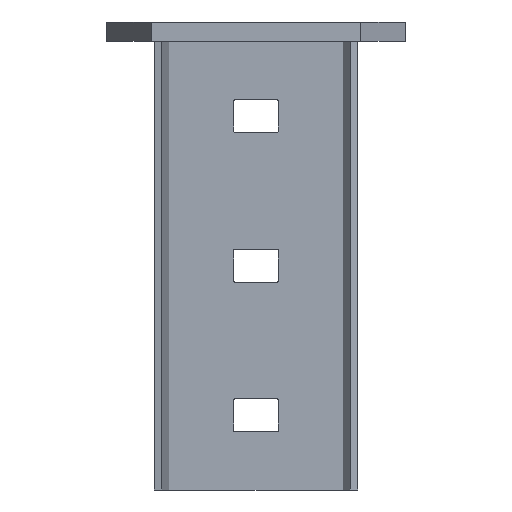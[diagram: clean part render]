
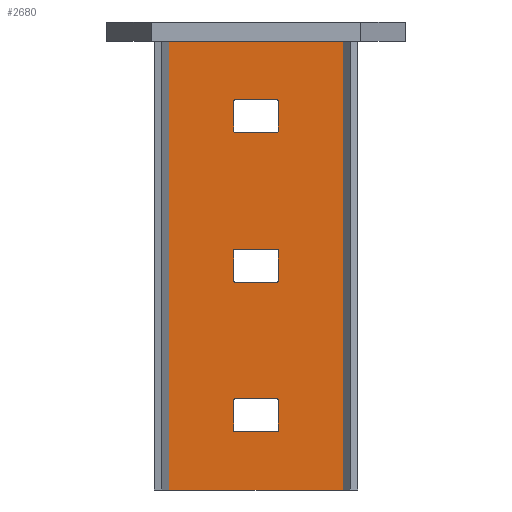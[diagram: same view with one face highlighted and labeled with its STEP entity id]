
A CAD part, left-side view. The second image highlights one B-rep face of the part: STEP entity #2680.
In plain terms, the highlighted face is planar.
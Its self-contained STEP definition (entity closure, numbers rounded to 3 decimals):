
#2069=DIRECTION('',(0.,0.,-1.));
#2070=VECTOR('',#2069,150.);
#2071=CARTESIAN_POINT('',(29.115,2.5,150.));
#2072=LINE('',#2071,#2070);
#2077=DIRECTION('',(-1.,0.,0.));
#2078=VECTOR('',#2077,58.23);
#2079=CARTESIAN_POINT('',(29.115,2.5,150.));
#2080=LINE('',#2079,#2078);
#2081=DIRECTION('',(0.,0.,-1.));
#2082=VECTOR('',#2081,150.);
#2083=CARTESIAN_POINT('',(-29.115,2.5,150.));
#2084=LINE('',#2083,#2082);
#2085=DIRECTION('',(1.,0.,0.));
#2086=VECTOR('',#2085,58.23);
#2087=CARTESIAN_POINT('',(-29.115,2.5,0.));
#2088=LINE('',#2087,#2086);
#2089=CARTESIAN_POINT('',(-7.,2.5,80.));
#2090=DIRECTION('',(0.,-1.,0.));
#2091=DIRECTION('',(0.,0.,1.));
#2092=AXIS2_PLACEMENT_3D('',#2089,#2090,#2091);
#2094=CARTESIAN_POINT('',(7.,2.5,80.));
#2095=DIRECTION('',(0.,-1.,0.));
#2096=DIRECTION('',(1.,0.,0.));
#2097=AXIS2_PLACEMENT_3D('',#2094,#2095,#2096);
#2099=CARTESIAN_POINT('',(7.,2.5,70.));
#2100=DIRECTION('',(0.,-1.,0.));
#2101=DIRECTION('',(0.,0.,-1.));
#2102=AXIS2_PLACEMENT_3D('',#2099,#2100,#2101);
#2104=CARTESIAN_POINT('',(-7.,2.5,70.));
#2105=DIRECTION('',(0.,-1.,0.));
#2106=DIRECTION('',(-1.,0.,0.));
#2107=AXIS2_PLACEMENT_3D('',#2104,#2105,#2106);
#2109=CARTESIAN_POINT('',(-7.,2.5,30.));
#2110=DIRECTION('',(0.,-1.,0.));
#2111=DIRECTION('',(0.,0.,1.));
#2112=AXIS2_PLACEMENT_3D('',#2109,#2110,#2111);
#2114=CARTESIAN_POINT('',(7.,2.5,30.));
#2115=DIRECTION('',(0.,-1.,0.));
#2116=DIRECTION('',(1.,0.,0.));
#2117=AXIS2_PLACEMENT_3D('',#2114,#2115,#2116);
#2119=CARTESIAN_POINT('',(7.,2.5,20.));
#2120=DIRECTION('',(0.,-1.,0.));
#2121=DIRECTION('',(0.,0.,-1.));
#2122=AXIS2_PLACEMENT_3D('',#2119,#2120,#2121);
#2124=CARTESIAN_POINT('',(-7.,2.5,20.));
#2125=DIRECTION('',(0.,-1.,0.));
#2126=DIRECTION('',(-1.,0.,0.));
#2127=AXIS2_PLACEMENT_3D('',#2124,#2125,#2126);
#2129=CARTESIAN_POINT('',(-7.,2.5,120.));
#2130=DIRECTION('',(0.,-1.,0.));
#2131=DIRECTION('',(-1.,0.,0.));
#2132=AXIS2_PLACEMENT_3D('',#2129,#2130,#2131);
#2134=CARTESIAN_POINT('',(-7.,2.5,130.));
#2135=DIRECTION('',(0.,-1.,0.));
#2136=DIRECTION('',(0.,0.,1.));
#2137=AXIS2_PLACEMENT_3D('',#2134,#2135,#2136);
#2139=CARTESIAN_POINT('',(7.,2.5,130.));
#2140=DIRECTION('',(0.,-1.,0.));
#2141=DIRECTION('',(1.,0.,0.));
#2142=AXIS2_PLACEMENT_3D('',#2139,#2140,#2141);
#2144=CARTESIAN_POINT('',(7.,2.5,120.));
#2145=DIRECTION('',(0.,-1.,0.));
#2146=DIRECTION('',(0.,0.,-1.));
#2147=AXIS2_PLACEMENT_3D('',#2144,#2145,#2146);
#2161=DIRECTION('',(0.,0.,1.));
#2162=VECTOR('',#2161,10.);
#2163=CARTESIAN_POINT('',(-7.5,2.5,70.));
#2164=LINE('',#2163,#2162);
#2173=DIRECTION('',(1.,0.,0.));
#2174=VECTOR('',#2173,14.);
#2175=CARTESIAN_POINT('',(-7.,2.5,80.5));
#2176=LINE('',#2175,#2174);
#2185=DIRECTION('',(0.,0.,-1.));
#2186=VECTOR('',#2185,10.);
#2187=CARTESIAN_POINT('',(7.5,2.5,80.));
#2188=LINE('',#2187,#2186);
#2197=DIRECTION('',(-1.,0.,0.));
#2198=VECTOR('',#2197,14.);
#2199=CARTESIAN_POINT('',(7.,2.5,69.5));
#2200=LINE('',#2199,#2198);
#2209=DIRECTION('',(0.,0.,1.));
#2210=VECTOR('',#2209,10.);
#2211=CARTESIAN_POINT('',(-7.5,2.5,20.));
#2212=LINE('',#2211,#2210);
#2221=DIRECTION('',(-1.,0.,0.));
#2222=VECTOR('',#2221,14.);
#2223=CARTESIAN_POINT('',(7.,2.5,19.5));
#2224=LINE('',#2223,#2222);
#2233=DIRECTION('',(0.,0.,-1.));
#2234=VECTOR('',#2233,10.);
#2235=CARTESIAN_POINT('',(7.5,2.5,30.));
#2236=LINE('',#2235,#2234);
#2245=DIRECTION('',(1.,0.,0.));
#2246=VECTOR('',#2245,14.);
#2247=CARTESIAN_POINT('',(-7.,2.5,30.5));
#2248=LINE('',#2247,#2246);
#2257=DIRECTION('',(-1.,0.,0.));
#2258=VECTOR('',#2257,14.);
#2259=CARTESIAN_POINT('',(7.,2.5,119.5));
#2260=LINE('',#2259,#2258);
#2269=DIRECTION('',(0.,0.,1.));
#2270=VECTOR('',#2269,10.);
#2271=CARTESIAN_POINT('',(-7.5,2.5,120.));
#2272=LINE('',#2271,#2270);
#2281=DIRECTION('',(1.,0.,0.));
#2282=VECTOR('',#2281,14.);
#2283=CARTESIAN_POINT('',(-7.,2.5,130.5));
#2284=LINE('',#2283,#2282);
#2293=DIRECTION('',(0.,0.,-1.));
#2294=VECTOR('',#2293,10.);
#2295=CARTESIAN_POINT('',(7.5,2.5,130.));
#2296=LINE('',#2295,#2294);
#2331=CARTESIAN_POINT('',(-7.5,2.5,20.));
#2332=CARTESIAN_POINT('',(-7.,2.5,19.5));
#2333=VERTEX_POINT('',#2331);
#2334=VERTEX_POINT('',#2332);
#2335=CARTESIAN_POINT('',(7.,2.5,19.5));
#2336=VERTEX_POINT('',#2335);
#2337=CARTESIAN_POINT('',(7.5,2.5,20.));
#2338=VERTEX_POINT('',#2337);
#2339=CARTESIAN_POINT('',(7.5,2.5,30.));
#2340=VERTEX_POINT('',#2339);
#2341=CARTESIAN_POINT('',(7.,2.5,30.5));
#2342=VERTEX_POINT('',#2341);
#2343=CARTESIAN_POINT('',(-7.,2.5,30.5));
#2344=VERTEX_POINT('',#2343);
#2345=CARTESIAN_POINT('',(-7.5,2.5,30.));
#2346=VERTEX_POINT('',#2345);
#2347=CARTESIAN_POINT('',(7.,2.5,119.5));
#2348=CARTESIAN_POINT('',(-7.,2.5,119.5));
#2349=VERTEX_POINT('',#2347);
#2350=VERTEX_POINT('',#2348);
#2351=CARTESIAN_POINT('',(7.5,2.5,120.));
#2352=VERTEX_POINT('',#2351);
#2353=CARTESIAN_POINT('',(7.5,2.5,130.));
#2354=VERTEX_POINT('',#2353);
#2355=CARTESIAN_POINT('',(7.,2.5,130.5));
#2356=VERTEX_POINT('',#2355);
#2365=CARTESIAN_POINT('',(-7.5,2.5,70.));
#2366=CARTESIAN_POINT('',(-7.5,2.5,80.));
#2367=VERTEX_POINT('',#2365);
#2368=VERTEX_POINT('',#2366);
#2369=CARTESIAN_POINT('',(-7.,2.5,69.5));
#2370=VERTEX_POINT('',#2369);
#2371=CARTESIAN_POINT('',(7.,2.5,69.5));
#2372=VERTEX_POINT('',#2371);
#2373=CARTESIAN_POINT('',(7.5,2.5,70.));
#2374=VERTEX_POINT('',#2373);
#2375=CARTESIAN_POINT('',(7.5,2.5,80.));
#2376=VERTEX_POINT('',#2375);
#2377=CARTESIAN_POINT('',(7.,2.5,80.5));
#2378=VERTEX_POINT('',#2377);
#2379=CARTESIAN_POINT('',(-7.,2.5,80.5));
#2380=VERTEX_POINT('',#2379);
#2389=CARTESIAN_POINT('',(-7.,2.5,130.5));
#2391=VERTEX_POINT('',#2389);
#2394=CARTESIAN_POINT('',(-7.5,2.5,130.));
#2396=VERTEX_POINT('',#2394);
#2407=CARTESIAN_POINT('',(-7.5,2.5,120.));
#2408=VERTEX_POINT('',#2407);
#2425=CARTESIAN_POINT('',(29.115,2.5,150.));
#2426=CARTESIAN_POINT('',(29.115,2.5,0.));
#2427=VERTEX_POINT('',#2425);
#2428=VERTEX_POINT('',#2426);
#2429=CARTESIAN_POINT('',(-29.115,2.5,150.));
#2430=CARTESIAN_POINT('',(-29.115,2.5,0.));
#2431=VERTEX_POINT('',#2429);
#2432=VERTEX_POINT('',#2430);
#2614=CARTESIAN_POINT('',(-29.115,2.5,150.));
#2615=DIRECTION('',(0.,-1.,0.));
#2616=DIRECTION('',(0.,0.,-1.));
#2617=AXIS2_PLACEMENT_3D('',#2614,#2615,#2616);
#2618=PLANE('',#2617);
#2619=ORIENTED_EDGE('',*,*,#2497,.T.);
#2621=ORIENTED_EDGE('',*,*,#2620,.T.);
#2622=ORIENTED_EDGE('',*,*,#2464,.T.);
#2623=ORIENTED_EDGE('',*,*,#2607,.F.);
#2624=EDGE_LOOP('',(#2619,#2621,#2622,#2623));
#2625=FACE_OUTER_BOUND('',#2624,.F.);
#2627=ORIENTED_EDGE('',*,*,#2626,.T.);
#2629=ORIENTED_EDGE('',*,*,#2628,.F.);
#2631=ORIENTED_EDGE('',*,*,#2630,.T.);
#2633=ORIENTED_EDGE('',*,*,#2632,.F.);
#2635=ORIENTED_EDGE('',*,*,#2634,.T.);
#2637=ORIENTED_EDGE('',*,*,#2636,.F.);
#2639=ORIENTED_EDGE('',*,*,#2638,.T.);
#2641=ORIENTED_EDGE('',*,*,#2640,.F.);
#2642=EDGE_LOOP('',(#2627,#2629,#2631,#2633,#2635,#2637,#2639,#2641));
#2643=FACE_BOUND('',#2642,.F.);
#2645=ORIENTED_EDGE('',*,*,#2644,.T.);
#2647=ORIENTED_EDGE('',*,*,#2646,.F.);
#2649=ORIENTED_EDGE('',*,*,#2648,.T.);
#2651=ORIENTED_EDGE('',*,*,#2650,.F.);
#2653=ORIENTED_EDGE('',*,*,#2652,.T.);
#2655=ORIENTED_EDGE('',*,*,#2654,.F.);
#2657=ORIENTED_EDGE('',*,*,#2656,.T.);
#2659=ORIENTED_EDGE('',*,*,#2658,.F.);
#2660=EDGE_LOOP('',(#2645,#2647,#2649,#2651,#2653,#2655,#2657,#2659));
#2661=FACE_BOUND('',#2660,.F.);
#2663=ORIENTED_EDGE('',*,*,#2662,.T.);
#2665=ORIENTED_EDGE('',*,*,#2664,.F.);
#2667=ORIENTED_EDGE('',*,*,#2666,.T.);
#2669=ORIENTED_EDGE('',*,*,#2668,.F.);
#2671=ORIENTED_EDGE('',*,*,#2670,.T.);
#2673=ORIENTED_EDGE('',*,*,#2672,.F.);
#2675=ORIENTED_EDGE('',*,*,#2674,.T.);
#2677=ORIENTED_EDGE('',*,*,#2676,.F.);
#2678=EDGE_LOOP('',(#2663,#2665,#2667,#2669,#2671,#2673,#2675,#2677));
#2679=FACE_BOUND('',#2678,.F.);
#2680=ADVANCED_FACE('',(#2625,#2643,#2661,#2679),#2618,.F.);
#2093=CIRCLE('',#2092,0.5);
#2098=CIRCLE('',#2097,0.5);
#2103=CIRCLE('',#2102,0.5);
#2108=CIRCLE('',#2107,0.5);
#2113=CIRCLE('',#2112,0.5);
#2118=CIRCLE('',#2117,0.5);
#2123=CIRCLE('',#2122,0.5);
#2128=CIRCLE('',#2127,0.5);
#2133=CIRCLE('',#2132,0.5);
#2138=CIRCLE('',#2137,0.5);
#2143=CIRCLE('',#2142,0.5);
#2148=CIRCLE('',#2147,0.5);
#2464=EDGE_CURVE('',#2432,#2428,#2088,.T.);
#2497=EDGE_CURVE('',#2427,#2431,#2080,.T.);
#2607=EDGE_CURVE('',#2427,#2428,#2072,.T.);
#2620=EDGE_CURVE('',#2431,#2432,#2084,.T.);
#2626=EDGE_CURVE('',#2367,#2368,#2164,.T.);
#2628=EDGE_CURVE('',#2380,#2368,#2093,.T.);
#2630=EDGE_CURVE('',#2380,#2378,#2176,.T.);
#2632=EDGE_CURVE('',#2376,#2378,#2098,.T.);
#2634=EDGE_CURVE('',#2376,#2374,#2188,.T.);
#2636=EDGE_CURVE('',#2372,#2374,#2103,.T.);
#2638=EDGE_CURVE('',#2372,#2370,#2200,.T.);
#2640=EDGE_CURVE('',#2367,#2370,#2108,.T.);
#2644=EDGE_CURVE('',#2333,#2346,#2212,.T.);
#2646=EDGE_CURVE('',#2344,#2346,#2113,.T.);
#2648=EDGE_CURVE('',#2344,#2342,#2248,.T.);
#2650=EDGE_CURVE('',#2340,#2342,#2118,.T.);
#2652=EDGE_CURVE('',#2340,#2338,#2236,.T.);
#2654=EDGE_CURVE('',#2336,#2338,#2123,.T.);
#2656=EDGE_CURVE('',#2336,#2334,#2224,.T.);
#2658=EDGE_CURVE('',#2333,#2334,#2128,.T.);
#2662=EDGE_CURVE('',#2349,#2350,#2260,.T.);
#2664=EDGE_CURVE('',#2408,#2350,#2133,.T.);
#2666=EDGE_CURVE('',#2408,#2396,#2272,.T.);
#2668=EDGE_CURVE('',#2391,#2396,#2138,.T.);
#2670=EDGE_CURVE('',#2391,#2356,#2284,.T.);
#2672=EDGE_CURVE('',#2354,#2356,#2143,.T.);
#2674=EDGE_CURVE('',#2354,#2352,#2296,.T.);
#2676=EDGE_CURVE('',#2349,#2352,#2148,.T.);
